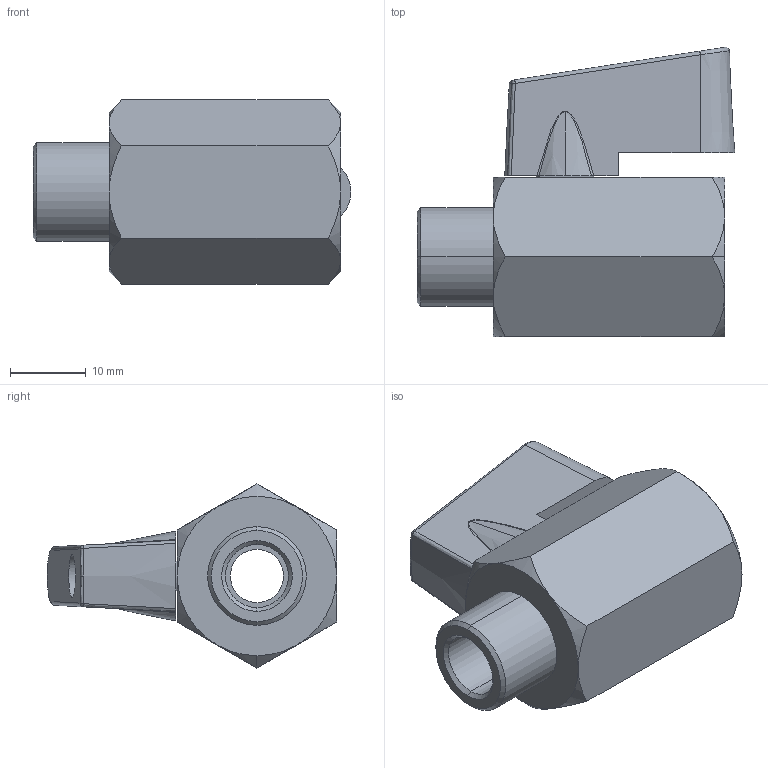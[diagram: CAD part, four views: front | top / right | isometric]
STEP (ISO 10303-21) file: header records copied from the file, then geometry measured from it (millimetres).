
FILE_DESCRIPTION(( 'MV.25.00.14N.STEP' ), '1');
FILE_NAME( 'MV.25.00.14N.STEP', '2018-10-04T16:39:14',( 'Sopra'),('sopra-pneumatic.com'), 'SwSTEP 2.0','SolidWorks 2009','' );
FILE_SCHEMA (( 'AUTOMOTIVE_DESIGN' ));
Length unit declared in the file: millimetre
Products named in the file (1): 04150002
Bounding box: 41.84 x 38.11 x 24.25 mm (x, y, z)
Volume: 13343 mm3; surface area: 6064.6 mm2
Topology: 1 solids, 1 shells, 74 faces, 168 edges, 102 vertices
Faces by surface type: cone 25, plane 24, cylinder 16, bspline 7, sphere 2
Entity records: 3515 total; most frequent: CARTESIAN_POINT 1091, ORIENTED_EDGE 336, DIRECTION 313, EDGE_CURVE 168, AXIS2_PLACEMENT_3D 126, VERTEX_POINT 102, EDGE_LOOP 82, UNCERTAINTY_MEASURE_WITH_UNIT 77
